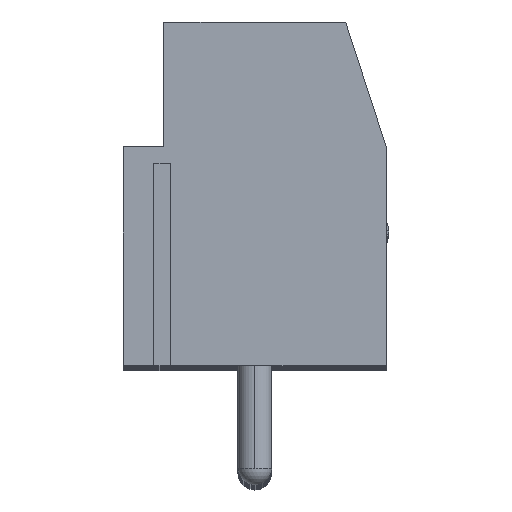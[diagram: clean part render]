
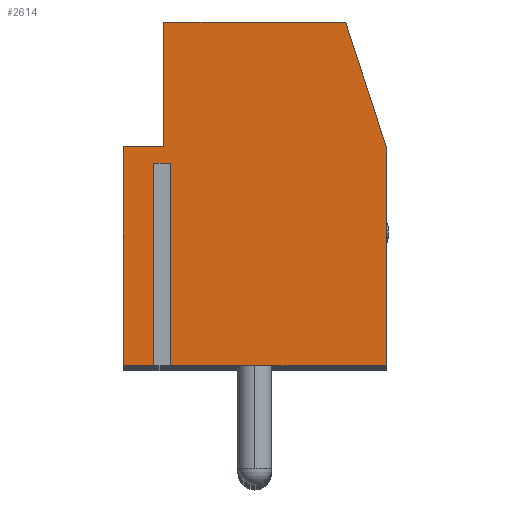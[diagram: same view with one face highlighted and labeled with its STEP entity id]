
A CAD part, top view. The second image highlights one B-rep face of the part: STEP entity #2614.
In plain terms, the highlighted planar face has unit normal (0, 0, 1).
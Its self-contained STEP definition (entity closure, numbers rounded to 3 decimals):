
#19 = CARTESIAN_POINT ( 'NONE',  ( 2.7, 5.1, 0. ) ) ;
#65 = LINE ( 'NONE', #1208, #4475 ) ;
#100 = LINE ( 'NONE', #1909, #2473 ) ;
#117 = ORIENTED_EDGE ( 'NONE', *, *, #1750, .T. ) ;
#123 = DIRECTION ( 'NONE',  ( 1., 0., 0. ) ) ;
#181 = DIRECTION ( 'NONE',  ( -1., 0., 0. ) ) ;
#260 = VERTEX_POINT ( 'NONE', #395 ) ;
#395 = CARTESIAN_POINT ( 'NONE',  ( -2.61, 0.9, 0. ) ) ;
#489 = CARTESIAN_POINT ( 'NONE',  ( 0., 0., 0. ) ) ;
#500 = VECTOR ( 'NONE', #1107, 1000. ) ;
#527 = CARTESIAN_POINT ( 'NONE',  ( -2.61, -9.1, 0. ) ) ;
#563 = VERTEX_POINT ( 'NONE', #1269 ) ;
#568 = VECTOR ( 'NONE', #3891, 1000. ) ;
#599 = CARTESIAN_POINT ( 'NONE',  ( -2.89, 0.9, 0. ) ) ;
#642 = EDGE_CURVE ( 'NONE', #5321, #5442, #100, .T. ) ;
#799 = LINE ( 'NONE', #2484, #3164 ) ;
#948 = DIRECTION ( 'NONE',  ( 0., -1., 0. ) ) ;
#1011 = EDGE_CURVE ( 'NONE', #260, #1019, #65, .T. ) ;
#1019 = VERTEX_POINT ( 'NONE', #599 ) ;
#1097 = LINE ( 'NONE', #527, #5917 ) ;
#1107 = DIRECTION ( 'NONE',  ( 0., -1., 0. ) ) ;
#1157 = VERTEX_POINT ( 'NONE', #4553 ) ;
#1201 = CARTESIAN_POINT ( 'NONE',  ( 3.94, 1.278, 0. ) ) ;
#1208 = CARTESIAN_POINT ( 'NONE',  ( -3., 0.9, 0. ) ) ;
#1249 = VERTEX_POINT ( 'NONE', #5872 ) ;
#1264 = EDGE_CURVE ( 'NONE', #563, #4815, #4680, .T. ) ;
#1269 = CARTESIAN_POINT ( 'NONE',  ( 3.9, 1.4, 0. ) ) ;
#1279 = VERTEX_POINT ( 'NONE', #2601 ) ;
#1441 = DIRECTION ( 'NONE',  ( 1., 0., 0. ) ) ;
#1464 = ORIENTED_EDGE ( 'NONE', *, *, #1668, .T. ) ;
#1573 = EDGE_CURVE ( 'NONE', #563, #5442, #2277, .T. ) ;
#1643 = ORIENTED_EDGE ( 'NONE', *, *, #5309, .T. ) ;
#1657 = ORIENTED_EDGE ( 'NONE', *, *, #1011, .F. ) ;
#1668 = EDGE_CURVE ( 'NONE', #5192, #1157, #1980, .T. ) ;
#1750 = EDGE_CURVE ( 'NONE', #1249, #4815, #3883, .T. ) ;
#1766 = DIRECTION ( 'NONE',  ( 0., -1., 0. ) ) ;
#1893 = LINE ( 'NONE', #4649, #3295 ) ;
#1909 = CARTESIAN_POINT ( 'NONE',  ( 0., 5.1, 0. ) ) ;
#1980 = LINE ( 'NONE', #3742, #568 ) ;
#2132 = LINE ( 'NONE', #2685, #5988 ) ;
#2135 = DIRECTION ( 'NONE',  ( 1., 0., 0. ) ) ;
#2144 = CARTESIAN_POINT ( 'NONE',  ( -2.7, 1.4, 0. ) ) ;
#2277 = LINE ( 'NONE', #1201, #2576 ) ;
#2352 = VECTOR ( 'NONE', #1766, 1000. ) ;
#2421 = VERTEX_POINT ( 'NONE', #2845 ) ;
#2473 = VECTOR ( 'NONE', #2135, 1000. ) ;
#2484 = CARTESIAN_POINT ( 'NONE',  ( 0., -5.1, 0. ) ) ;
#2547 = ORIENTED_EDGE ( 'NONE', *, *, #2592, .T. ) ;
#2576 = VECTOR ( 'NONE', #4954, 1000. ) ;
#2592 = EDGE_CURVE ( 'NONE', #5321, #5192, #1893, .T. ) ;
#2601 = CARTESIAN_POINT ( 'NONE',  ( -2.89, -5.1, 0. ) ) ;
#2614 = ADVANCED_FACE ( 'NONE', ( #5473 ), #4246, .T. ) ;
#2632 = VECTOR ( 'NONE', #123, 1000. ) ;
#2685 = CARTESIAN_POINT ( 'NONE',  ( -2.89, -9.1, 0. ) ) ;
#2845 = CARTESIAN_POINT ( 'NONE',  ( -3.9, -5.1, 0. ) ) ;
#2934 = ORIENTED_EDGE ( 'NONE', *, *, #5078, .T. ) ;
#2963 = CARTESIAN_POINT ( 'NONE',  ( -3.9, 0., 0. ) ) ;
#3015 = LINE ( 'NONE', #2963, #500 ) ;
#3164 = VECTOR ( 'NONE', #5741, 1000. ) ;
#3169 = DIRECTION ( 'NONE',  ( 0., 1., 0. ) ) ;
#3295 = VECTOR ( 'NONE', #948, 1000. ) ;
#3333 = DIRECTION ( 'NONE',  ( 0., 1., 0. ) ) ;
#3625 = CARTESIAN_POINT ( 'NONE',  ( -2.7, 5.1, 0. ) ) ;
#3742 = CARTESIAN_POINT ( 'NONE',  ( 0., 1.4, 0. ) ) ;
#3883 = LINE ( 'NONE', #5861, #2632 ) ;
#3891 = DIRECTION ( 'NONE',  ( -1., 0., 0. ) ) ;
#3960 = ORIENTED_EDGE ( 'NONE', *, *, #1264, .F. ) ;
#4246 = PLANE ( 'NONE',  #5618 ) ;
#4269 = DIRECTION ( 'NONE',  ( 0., 0., 1. ) ) ;
#4355 = CARTESIAN_POINT ( 'NONE',  ( 3.9, -5.1, 0. ) ) ;
#4457 = ORIENTED_EDGE ( 'NONE', *, *, #4952, .F. ) ;
#4475 = VECTOR ( 'NONE', #181, 1000. ) ;
#4553 = CARTESIAN_POINT ( 'NONE',  ( -3.9, 1.4, 0. ) ) ;
#4649 = CARTESIAN_POINT ( 'NONE',  ( -2.7, 0., 0. ) ) ;
#4680 = LINE ( 'NONE', #5682, #2352 ) ;
#4815 = VERTEX_POINT ( 'NONE', #4355 ) ;
#4952 = EDGE_CURVE ( 'NONE', #1249, #260, #1097, .T. ) ;
#4954 = DIRECTION ( 'NONE',  ( -0.309, 0.951, 0. ) ) ;
#5078 = EDGE_CURVE ( 'NONE', #1157, #2421, #3015, .T. ) ;
#5192 = VERTEX_POINT ( 'NONE', #2144 ) ;
#5239 = ORIENTED_EDGE ( 'NONE', *, *, #1573, .T. ) ;
#5309 = EDGE_CURVE ( 'NONE', #1279, #1019, #2132, .T. ) ;
#5321 = VERTEX_POINT ( 'NONE', #3625 ) ;
#5442 = VERTEX_POINT ( 'NONE', #19 ) ;
#5473 = FACE_OUTER_BOUND ( 'NONE', #5900, .T. ) ;
#5618 = AXIS2_PLACEMENT_3D ( 'NONE', #489, #4269, #1441 ) ;
#5682 = CARTESIAN_POINT ( 'NONE',  ( 3.9, 0., 0. ) ) ;
#5741 = DIRECTION ( 'NONE',  ( 1., 0., 0. ) ) ;
#5819 = ORIENTED_EDGE ( 'NONE', *, *, #642, .F. ) ;
#5861 = CARTESIAN_POINT ( 'NONE',  ( 0., -5.1, 0. ) ) ;
#5872 = CARTESIAN_POINT ( 'NONE',  ( -2.61, -5.1, 0. ) ) ;
#5896 = EDGE_CURVE ( 'NONE', #2421, #1279, #799, .T. ) ;
#5900 = EDGE_LOOP ( 'NONE', ( #6013, #1643, #1657, #4457, #117, #3960, #5239, #5819, #2547, #1464, #2934 ) ) ;
#5917 = VECTOR ( 'NONE', #3333, 1000. ) ;
#5988 = VECTOR ( 'NONE', #3169, 1000. ) ;
#6013 = ORIENTED_EDGE ( 'NONE', *, *, #5896, .T. ) ;
